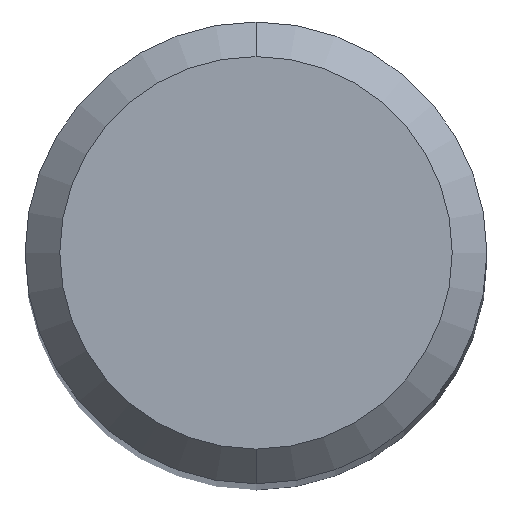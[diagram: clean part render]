
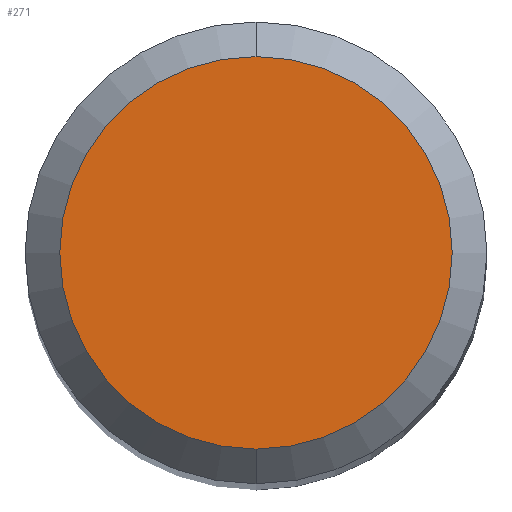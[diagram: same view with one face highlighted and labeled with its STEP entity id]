
A CAD part, top view. The second image highlights one B-rep face of the part: STEP entity #271.
In plain terms, the highlighted planar face has unit normal (0, 0, 1).
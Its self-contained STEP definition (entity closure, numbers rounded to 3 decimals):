
#255=VERTEX_POINT('',#622);
#271=ADVANCED_FACE('',(#638),#639,.T.);
#335=VERTEX_POINT('',#711);
#497=EDGE_CURVE('',#255,#335,#888,.T.);
#531=EDGE_CURVE('',#335,#255,#929,.T.);
#622=CARTESIAN_POINT('',(0.0,1.7,0.0));
#638=FACE_OUTER_BOUND('',#1059,.T.);
#639=PLANE('',#1060);
#711=CARTESIAN_POINT('',(0.,-1.7,0.0));
#888=CIRCLE('',#1556,1.7);
#929=CIRCLE('',#1642,1.7);
#1059=EDGE_LOOP('',(#1760,#1761));
#1060=AXIS2_PLACEMENT_3D('',#1762,#1763,#1764);
#1556=AXIS2_PLACEMENT_3D('',#2026,#2027,#2028);
#1642=AXIS2_PLACEMENT_3D('',#2090,#2091,#2092);
#1760=ORIENTED_EDGE('',*,*,#497,.F.);
#1761=ORIENTED_EDGE('',*,*,#531,.F.);
#1762=CARTESIAN_POINT('',(0.0,0.85,0.0));
#1763=DIRECTION('',(-0.0,0.0,1.0));
#1764=DIRECTION('',(0.0,-1.0,0.0));
#2026=CARTESIAN_POINT('',(0.0,0.0,0.0));
#2027=DIRECTION('',(0.0,0.0,-1.0));
#2028=DIRECTION('',(0.0,1.0,0.0));
#2090=CARTESIAN_POINT('',(0.0,0.0,0.0));
#2091=DIRECTION('',(0.0,0.0,-1.0));
#2092=DIRECTION('',(0.0,1.0,0.0));
